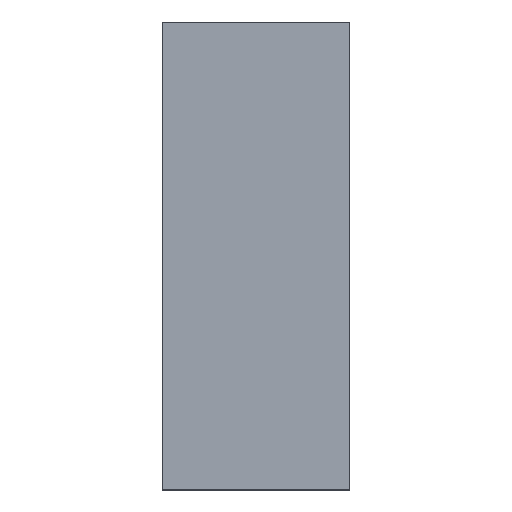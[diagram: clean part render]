
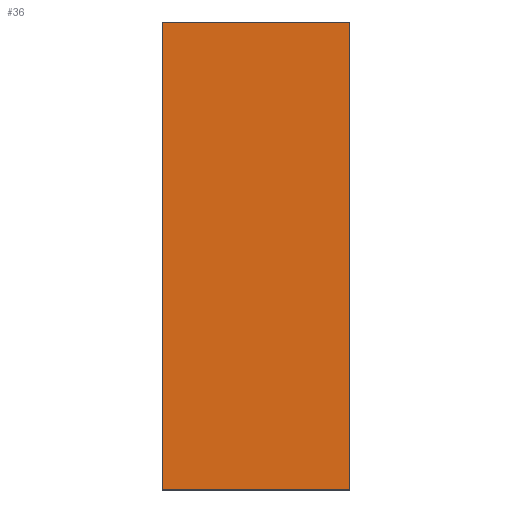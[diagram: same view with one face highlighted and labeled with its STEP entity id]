
A CAD part, top view. The second image highlights one B-rep face of the part: STEP entity #36.
In plain terms, the highlighted planar face has unit normal (0, 0, 1).
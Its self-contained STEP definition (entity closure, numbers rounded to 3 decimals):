
#36=ADVANCED_FACE('',(#52),#44,.F.);
#44=PLANE('',#210);
#52=FACE_OUTER_BOUND('',#60,.T.);
#60=EDGE_LOOP('',(#77,#78,#79,#80));
#77=ORIENTED_EDGE('',*,*,#124,.T.);
#78=ORIENTED_EDGE('',*,*,#115,.F.);
#79=ORIENTED_EDGE('',*,*,#125,.F.);
#80=ORIENTED_EDGE('',*,*,#122,.T.);
#103=VERTEX_POINT('',#265);
#104=VERTEX_POINT('',#267);
#109=VERTEX_POINT('',#280);
#110=VERTEX_POINT('',#282);
#115=EDGE_CURVE('',#103,#104,#149,.T.);
#122=EDGE_CURVE('',#110,#109,#156,.T.);
#124=EDGE_CURVE('',#109,#104,#158,.T.);
#125=EDGE_CURVE('',#110,#103,#159,.T.);
#149=LINE('',#266,#171);
#156=LINE('',#281,#178);
#158=LINE('',#285,#180);
#159=LINE('',#286,#181);
#171=VECTOR('',#223,1.);
#178=VECTOR('',#234,1.);
#180=VECTOR('',#238,1.);
#181=VECTOR('',#239,1.);
#210=AXIS2_PLACEMENT_3D('',#287,#240,#241);
#223=DIRECTION('',(-1.,0.,0.));
#234=DIRECTION('',(-1.,0.,0.));
#238=DIRECTION('',(0.,-1.,0.));
#239=DIRECTION('',(0.,-1.,0.));
#240=DIRECTION('',(0.,0.,-1.));
#241=DIRECTION('',(-1.,0.,0.));
#265=CARTESIAN_POINT('',(40.,-35.,40.));
#266=CARTESIAN_POINT('',(40.,-35.,40.));
#267=CARTESIAN_POINT('',(0.,-35.,40.));
#280=CARTESIAN_POINT('',(0.,65.,40.));
#281=CARTESIAN_POINT('',(40.,65.,40.));
#282=CARTESIAN_POINT('',(40.,65.,40.));
#285=CARTESIAN_POINT('',(0.,65.,40.));
#286=CARTESIAN_POINT('',(40.,65.,40.));
#287=CARTESIAN_POINT('',(40.,65.,40.));
